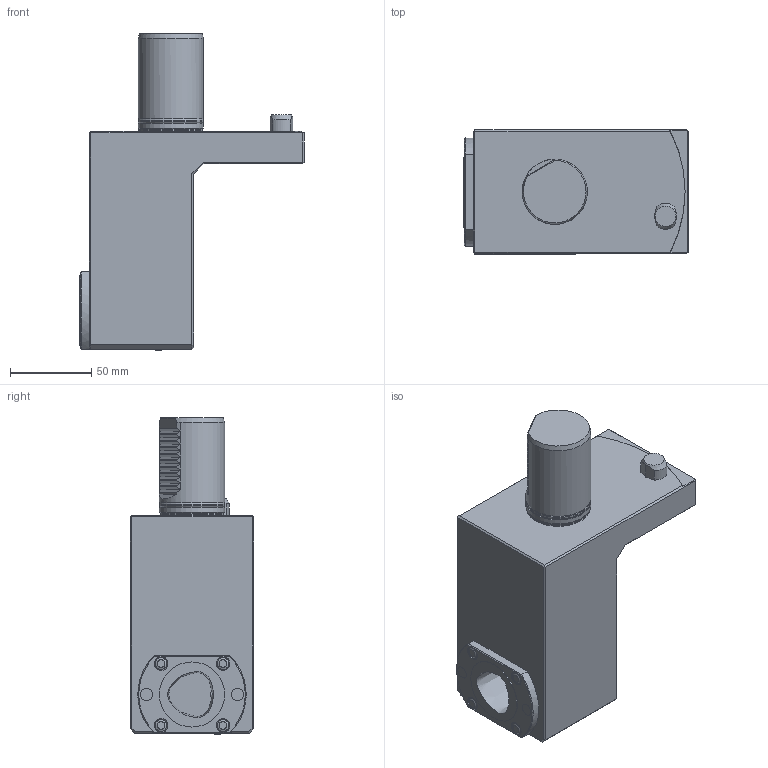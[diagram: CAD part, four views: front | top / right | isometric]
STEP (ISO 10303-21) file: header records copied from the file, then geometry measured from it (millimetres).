
FILE_DESCRIPTION(/* description */ (''),/* implementation_level */ '2;1');
FILE_NAME(/* name */ '1617186155443.stp',/* time_stamp */ '2021-03-31T12:22:42+02:00',/* author */ (''),/* organization */ ('SMS'),/* preprocessor_version */ 'ST-DEVELOPER v16.7',/* originating_system */ 'SIEMENS PLM Software NX 12.0',/* authorisation */ '');
FILE_SCHEMA (('AUTOMOTIVE_DESIGN { 1 0 10303 214 3 1 1 1 }'));
Length unit declared in the file: millimetre
Products named in the file (1): 203458353mod000_00
Bounding box: 137.95 x 76 x 194.53 mm (x, y, z)
Volume: 831577.4 mm3; surface area: 72032.7 mm2
Topology: 1 solids, 1 shells, 174 faces, 432 edges, 272 vertices
Faces by surface type: plane 99, cylinder 40, cone 20, torus 9, sphere 5, bspline 1
Full cylindrical faces by diameter (mm): 2.5 x1, 4.495 x4, 5.183 x4, 5.694 x1, 5.994 x4, 7.193 x4, 36.5 x2, 39 x1, 39.96 x2, 40 x2
Entity records: 4848 total; most frequent: CARTESIAN_POINT 1244, DIRECTION 757, ORIENTED_EDGE 654, EDGE_CURVE 327, AXIS2_PLACEMENT_3D 299, EDGE_LOOP 234, VERTEX_POINT 231, ADVANCED_FACE 162
